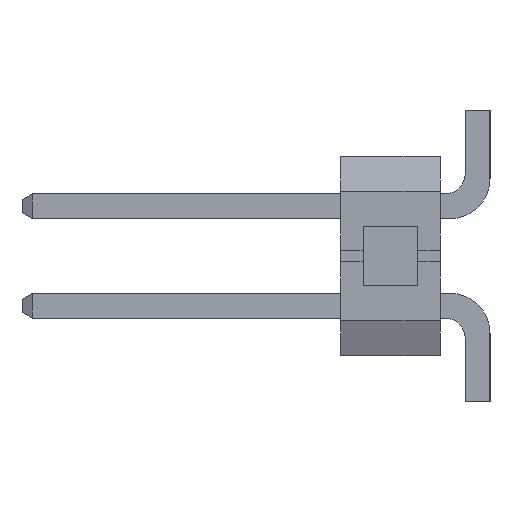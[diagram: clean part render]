
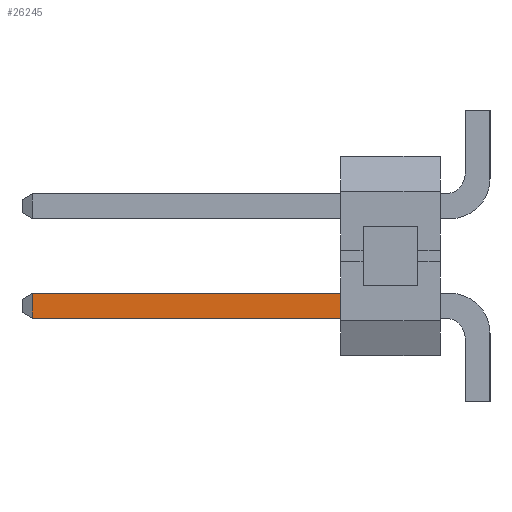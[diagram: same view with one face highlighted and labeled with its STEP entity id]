
A CAD part, left-side view. The second image highlights one B-rep face of the part: STEP entity #26245.
In plain terms, the highlighted planar face has unit normal (-1, 0, 0).
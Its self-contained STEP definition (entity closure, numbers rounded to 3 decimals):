
#2522 = CARTESIAN_POINT ( 'NONE',  ( -14.287, 2.667, -2.223 ) ) ;
#2731 = CARTESIAN_POINT ( 'NONE',  ( -14.287, 11.938, -2.223 ) ) ;
#2780 = VERTEX_POINT ( 'NONE', #2522 ) ;
#3586 = FACE_OUTER_BOUND ( 'NONE', #12912, .T. ) ;
#5234 = VECTOR ( 'NONE', #18710, 1000. ) ;
#5242 = DIRECTION ( 'NONE',  ( 0., 0., -1. ) ) ;
#5650 = ORIENTED_EDGE ( 'NONE', *, *, #5770, .F. ) ;
#5770 = EDGE_CURVE ( 'NONE', #15611, #22431, #25165, .T. ) ;
#6248 = CARTESIAN_POINT ( 'NONE',  ( -14.287, 1.016, -3.239 ) ) ;
#6605 = LINE ( 'NONE', #19625, #8373 ) ;
#7383 = LINE ( 'NONE', #2731, #5234 ) ;
#7588 = CARTESIAN_POINT ( 'NONE',  ( -14.287, 1.143, -2.857 ) ) ;
#8075 = AXIS2_PLACEMENT_3D ( 'NONE', #6248, #17368, #19762 ) ;
#8373 = VECTOR ( 'NONE', #21625, 1000. ) ;
#10435 = CARTESIAN_POINT ( 'NONE',  ( -14.287, 2.667, -2.857 ) ) ;
#12912 = EDGE_LOOP ( 'NONE', ( #24052, #27151, #5650, #29144 ) ) ;
#15611 = VERTEX_POINT ( 'NONE', #10435 ) ;
#17368 = DIRECTION ( 'NONE',  ( 1., 0., 0. ) ) ;
#17665 = PLANE ( 'NONE',  #8075 ) ;
#18555 = CARTESIAN_POINT ( 'NONE',  ( -14.287, 11.678, -3.239 ) ) ;
#18710 = DIRECTION ( 'NONE',  ( 0., -1., 0. ) ) ;
#19625 = CARTESIAN_POINT ( 'NONE',  ( -14.287, 2.667, 0. ) ) ;
#19762 = DIRECTION ( 'NONE',  ( 0., 0., -1. ) ) ;
#20996 = EDGE_CURVE ( 'NONE', #25781, #2780, #7383, .T. ) ;
#21099 = DIRECTION ( 'NONE',  ( 0., 1., 0. ) ) ;
#21259 = VECTOR ( 'NONE', #21099, 1000. ) ;
#21625 = DIRECTION ( 'NONE',  ( 0., 0., -1. ) ) ;
#22143 = EDGE_CURVE ( 'NONE', #25781, #22431, #27692, .T. ) ;
#22431 = VERTEX_POINT ( 'NONE', #29459 ) ;
#22969 = EDGE_CURVE ( 'NONE', #2780, #15611, #6605, .T. ) ;
#24052 = ORIENTED_EDGE ( 'NONE', *, *, #20996, .F. ) ;
#24888 = VECTOR ( 'NONE', #5242, 1000. ) ;
#25165 = LINE ( 'NONE', #7588, #21259 ) ;
#25781 = VERTEX_POINT ( 'NONE', #29122 ) ;
#26245 = ADVANCED_FACE ( 'NONE', ( #3586 ), #17665, .F. ) ;
#27151 = ORIENTED_EDGE ( 'NONE', *, *, #22143, .T. ) ;
#27692 = LINE ( 'NONE', #18555, #24888 ) ;
#29122 = CARTESIAN_POINT ( 'NONE',  ( -14.287, 11.678, -2.223 ) ) ;
#29144 = ORIENTED_EDGE ( 'NONE', *, *, #22969, .F. ) ;
#29459 = CARTESIAN_POINT ( 'NONE',  ( -14.287, 11.678, -2.857 ) ) ;
